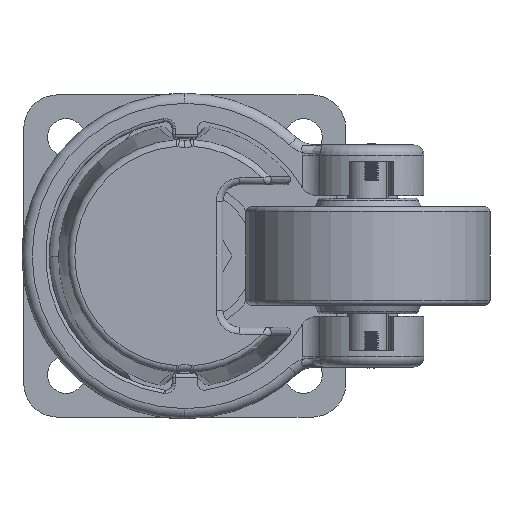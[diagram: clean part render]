
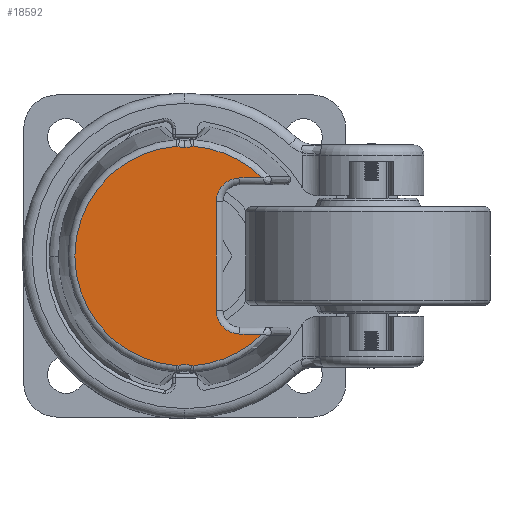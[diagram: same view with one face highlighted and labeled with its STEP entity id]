
A CAD part, front view. The second image highlights one B-rep face of the part: STEP entity #18592.
In plain terms, the highlighted face is planar.
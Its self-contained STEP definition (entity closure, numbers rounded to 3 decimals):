
#493 = CARTESIAN_POINT ( 'NONE',  ( -2.281, 50.5, 32.34 ) ) ;
#633 = EDGE_CURVE ( 'NONE', #24376, #10366, #27668, .T. ) ;
#2079 = DIRECTION ( 'NONE',  ( -1., 0., 0. ) ) ;
#2253 = CARTESIAN_POINT ( 'NONE',  ( 16.25, 50.5, 16. ) ) ;
#2261 = EDGE_CURVE ( 'NONE', #10366, #6089, #11693, .T. ) ;
#2303 = CARTESIAN_POINT ( 'NONE',  ( 9.25, 50.5, -16. ) ) ;
#2441 = ORIENTED_EDGE ( 'NONE', *, *, #7275, .T. ) ;
#2500 = ORIENTED_EDGE ( 'NONE', *, *, #633, .T. ) ;
#2828 = ORIENTED_EDGE ( 'NONE', *, *, #3540, .T. ) ;
#3102 = EDGE_CURVE ( 'NONE', #23871, #8945, #19239, .T. ) ;
#3193 = AXIS2_PLACEMENT_3D ( 'NONE', #20275, #29402, #9020 ) ;
#3540 = EDGE_CURVE ( 'NONE', #6089, #20322, #20304, .T. ) ;
#3657 = ORIENTED_EDGE ( 'NONE', *, *, #3102, .T. ) ;
#4017 = CARTESIAN_POINT ( 'NONE',  ( -2.033, 50.5, 32.291 ) ) ;
#4093 = EDGE_LOOP ( 'NONE', ( #15452, #3657, #2441, #7722, #2500, #10568, #2828, #12837, #23550, #10820, #7562, #20644, #23620, #20204, #10644 ) ) ;
#4154 = CIRCLE ( 'NONE', #20745, 7.25 ) ;
#4289 = DIRECTION ( 'NONE',  ( 0., 0., 1. ) ) ;
#4429 = VERTEX_POINT ( 'NONE', #12222 ) ;
#4614 = CARTESIAN_POINT ( 'NONE',  ( -2.409, 50.5, 32.331 ) ) ;
#4665 = CARTESIAN_POINT ( 'NONE',  ( 16.25, 50.5, -16. ) ) ;
#4673 = VECTOR ( 'NONE', #2079, 1000. ) ;
#4731 = CARTESIAN_POINT ( 'NONE',  ( 2.281, 50.5, 32.34 ) ) ;
#4864 = AXIS2_PLACEMENT_3D ( 'NONE', #4665, #13706, #22765 ) ;
#5241 = EDGE_CURVE ( 'NONE', #20322, #18187, #4154, .T. ) ;
#5340 = DIRECTION ( 'NONE',  ( 0., -1., 0. ) ) ;
#5673 = VERTEX_POINT ( 'NONE', #11974 ) ;
#5833 = CIRCLE ( 'NONE', #22415, 7. ) ;
#5890 = CARTESIAN_POINT ( 'NONE',  ( 0., 50.5, -39.25 ) ) ;
#6089 = VERTEX_POINT ( 'NONE', #4614 ) ;
#6676 = EDGE_CURVE ( 'NONE', #22381, #24376, #7458, .T. ) ;
#7032 = EDGE_CURVE ( 'NONE', #18187, #7065, #15820, .T. ) ;
#7065 = VERTEX_POINT ( 'NONE', #16267 ) ;
#7138 = DIRECTION ( 'NONE',  ( 0., 0., -1. ) ) ;
#7275 = EDGE_CURVE ( 'NONE', #8945, #22381, #25044, .T. ) ;
#7336 = CARTESIAN_POINT ( 'NONE',  ( 0., 50.5, -32. ) ) ;
#7448 = CARTESIAN_POINT ( 'NONE',  ( 23.789, 50.5, -23. ) ) ;
#7458 = CIRCLE ( 'NONE', #7484, 7.25 ) ;
#7484 = AXIS2_PLACEMENT_3D ( 'NONE', #25685, #5340, #14370 ) ;
#7562 = ORIENTED_EDGE ( 'NONE', *, *, #11374, .T. ) ;
#7712 = DIRECTION ( 'NONE',  ( 0., -1., 0. ) ) ;
#7722 = ORIENTED_EDGE ( 'NONE', *, *, #6676, .T. ) ;
#8142 = CARTESIAN_POINT ( 'NONE',  ( 2.281, 50.5, -32.34 ) ) ;
#8283 = CARTESIAN_POINT ( 'NONE',  ( 0., 50.5, 0. ) ) ;
#8557 = CARTESIAN_POINT ( 'NONE',  ( 0., 50.5, 0. ) ) ;
#8826 = CARTESIAN_POINT ( 'NONE',  ( -2.156, 50.5, -32.327 ) ) ;
#8945 = VERTEX_POINT ( 'NONE', #28580 ) ;
#9020 = DIRECTION ( 'NONE',  ( 0., 0., 1. ) ) ;
#9174 = VECTOR ( 'NONE', #16466, 1000. ) ;
#9382 = EDGE_CURVE ( 'NONE', #7065, #20759, #15986, .T. ) ;
#9599 = CARTESIAN_POINT ( 'NONE',  ( -2.156, 50.5, 32.327 ) ) ;
#10261 = CARTESIAN_POINT ( 'NONE',  ( 9.25, 50.5, 16. ) ) ;
#10366 = VERTEX_POINT ( 'NONE', #27466 ) ;
#10568 = ORIENTED_EDGE ( 'NONE', *, *, #2261, .T. ) ;
#10644 = ORIENTED_EDGE ( 'NONE', *, *, #27055, .T. ) ;
#10820 = ORIENTED_EDGE ( 'NONE', *, *, #9382, .T. ) ;
#11335 = DIRECTION ( 'NONE',  ( 0., -1., 0. ) ) ;
#11374 = EDGE_CURVE ( 'NONE', #20759, #5673, #13366, .T. ) ;
#11693 = CIRCLE ( 'NONE', #24479, 32.42 ) ;
#11974 = CARTESIAN_POINT ( 'NONE',  ( 16.25, 50.5, 23. ) ) ;
#12017 = VERTEX_POINT ( 'NONE', #2303 ) ;
#12222 = CARTESIAN_POINT ( 'NONE',  ( 22.849, 50.5, -23. ) ) ;
#12232 = AXIS2_PLACEMENT_3D ( 'NONE', #5890, #14919, #23990 ) ;
#12837 = ORIENTED_EDGE ( 'NONE', *, *, #5241, .T. ) ;
#13366 = LINE ( 'NONE', #22428, #4673 ) ;
#13706 = DIRECTION ( 'NONE',  ( 0., -1., 0. ) ) ;
#13766 = CARTESIAN_POINT ( 'NONE',  ( 2.409, 50.5, 32.331 ) ) ;
#14370 = DIRECTION ( 'NONE',  ( 0., 0., 1. ) ) ;
#14809 = AXIS2_PLACEMENT_3D ( 'NONE', #8283, #17293, #26395 ) ;
#14919 = DIRECTION ( 'NONE',  ( 0., -1., 0. ) ) ;
#15452 = ORIENTED_EDGE ( 'NONE', *, *, #15798, .T. ) ;
#15551 = CARTESIAN_POINT ( 'NONE',  ( 0., 50.5, 0. ) ) ;
#15798 = EDGE_CURVE ( 'NONE', #4429, #23871, #27678, .T. ) ;
#15820 = B_SPLINE_CURVE_WITH_KNOTS ( 'NONE', 3,
 ( #15982, #25069, #4731, #13766 ),
 .UNSPECIFIED., .F., .F.,
 ( 4, 4 ),
 ( 0., 0. ),
 .UNSPECIFIED. ) ;
#15877 = EDGE_CURVE ( 'NONE', #5673, #28020, #5833, .T. ) ;
#15982 = CARTESIAN_POINT ( 'NONE',  ( 2.033, 50.5, 32.291 ) ) ;
#15986 = CIRCLE ( 'NONE', #3193, 32.42 ) ;
#16267 = CARTESIAN_POINT ( 'NONE',  ( 2.409, 50.5, 32.331 ) ) ;
#16466 = DIRECTION ( 'NONE',  ( 1., 0., 0. ) ) ;
#16655 = VERTEX_POINT ( 'NONE', #28835 ) ;
#16736 = DIRECTION ( 'NONE',  ( 0., 0., 1. ) ) ;
#17154 = CARTESIAN_POINT ( 'NONE',  ( 2.156, 50.5, -32.327 ) ) ;
#17293 = DIRECTION ( 'NONE',  ( 0., 1., 0. ) ) ;
#17568 = DIRECTION ( 'NONE',  ( 0., 1., 0. ) ) ;
#17627 = CIRCLE ( 'NONE', #4864, 7. ) ;
#17652 = AXIS2_PLACEMENT_3D ( 'NONE', #8557, #17568, #26669 ) ;
#17840 = CARTESIAN_POINT ( 'NONE',  ( -2.281, 50.5, -32.34 ) ) ;
#18187 = VERTEX_POINT ( 'NONE', #21810 ) ;
#18397 = LINE ( 'NONE', #27513, #18643 ) ;
#18592 = ADVANCED_FACE ( 'NONE', ( #19806 ), #28924, .T. ) ;
#18623 = CARTESIAN_POINT ( 'NONE',  ( -2.033, 50.5, 32.291 ) ) ;
#18643 = VECTOR ( 'NONE', #7138, 1000. ) ;
#19239 = B_SPLINE_CURVE_WITH_KNOTS ( 'NONE', 3,
 ( #28513, #8142, #17154, #26259 ),
 .UNSPECIFIED., .F., .F.,
 ( 4, 4 ),
 ( 0., 0. ),
 .UNSPECIFIED. ) ;
#19806 = FACE_OUTER_BOUND ( 'NONE', #4093, .T. ) ;
#20204 = ORIENTED_EDGE ( 'NONE', *, *, #25518, .T. ) ;
#20275 = CARTESIAN_POINT ( 'NONE',  ( 0., 50.5, 0. ) ) ;
#20288 = CARTESIAN_POINT ( 'NONE',  ( -2.033, 50.5, -32.291 ) ) ;
#20304 = B_SPLINE_CURVE_WITH_KNOTS ( 'NONE', 3,
 ( #20863, #493, #9599, #18623 ),
 .UNSPECIFIED., .F., .F.,
 ( 4, 4 ),
 ( 0., 0. ),
 .UNSPECIFIED. ) ;
#20322 = VERTEX_POINT ( 'NONE', #4017 ) ;
#20373 = DIRECTION ( 'NONE',  ( 0., 0., 1. ) ) ;
#20644 = ORIENTED_EDGE ( 'NONE', *, *, #15877, .T. ) ;
#20745 = AXIS2_PLACEMENT_3D ( 'NONE', #28079, #7712, #16736 ) ;
#20759 = VERTEX_POINT ( 'NONE', #25921 ) ;
#20863 = CARTESIAN_POINT ( 'NONE',  ( -2.409, 50.5, 32.331 ) ) ;
#21596 = CARTESIAN_POINT ( 'NONE',  ( 2.409, 50.5, -32.331 ) ) ;
#21810 = CARTESIAN_POINT ( 'NONE',  ( 2.033, 50.5, 32.291 ) ) ;
#22381 = VERTEX_POINT ( 'NONE', #7336 ) ;
#22415 = AXIS2_PLACEMENT_3D ( 'NONE', #2253, #11335, #20373 ) ;
#22428 = CARTESIAN_POINT ( 'NONE',  ( 16.25, 50.5, 23. ) ) ;
#22765 = DIRECTION ( 'NONE',  ( 0., 0., 1. ) ) ;
#23550 = ORIENTED_EDGE ( 'NONE', *, *, #7032, .T. ) ;
#23620 = ORIENTED_EDGE ( 'NONE', *, *, #28313, .T. ) ;
#23871 = VERTEX_POINT ( 'NONE', #21596 ) ;
#23990 = DIRECTION ( 'NONE',  ( 0., 0., 1. ) ) ;
#24376 = VERTEX_POINT ( 'NONE', #20288 ) ;
#24479 = AXIS2_PLACEMENT_3D ( 'NONE', #15551, #24622, #4289 ) ;
#24622 = DIRECTION ( 'NONE',  ( 0., 1., 0. ) ) ;
#25044 = CIRCLE ( 'NONE', #12232, 7.25 ) ;
#25069 = CARTESIAN_POINT ( 'NONE',  ( 2.156, 50.5, 32.327 ) ) ;
#25518 = EDGE_CURVE ( 'NONE', #12017, #16655, #17627, .T. ) ;
#25685 = CARTESIAN_POINT ( 'NONE',  ( 0., 50.5, -39.25 ) ) ;
#25921 = CARTESIAN_POINT ( 'NONE',  ( 22.849, 50.5, 23. ) ) ;
#26259 = CARTESIAN_POINT ( 'NONE',  ( 2.033, 50.5, -32.291 ) ) ;
#26395 = DIRECTION ( 'NONE',  ( 0., 0., 1. ) ) ;
#26669 = DIRECTION ( 'NONE',  ( 0., 0., 1. ) ) ;
#26946 = CARTESIAN_POINT ( 'NONE',  ( -2.409, 50.5, -32.331 ) ) ;
#27055 = EDGE_CURVE ( 'NONE', #16655, #4429, #27824, .T. ) ;
#27466 = CARTESIAN_POINT ( 'NONE',  ( -2.409, 50.5, -32.331 ) ) ;
#27513 = CARTESIAN_POINT ( 'NONE',  ( 9.25, 50.5, -16. ) ) ;
#27668 = B_SPLINE_CURVE_WITH_KNOTS ( 'NONE', 3,
 ( #29193, #8826, #17840, #26946 ),
 .UNSPECIFIED., .F., .F.,
 ( 4, 4 ),
 ( 0., 0. ),
 .UNSPECIFIED. ) ;
#27678 = CIRCLE ( 'NONE', #14809, 32.42 ) ;
#27824 = LINE ( 'NONE', #7448, #9174 ) ;
#28020 = VERTEX_POINT ( 'NONE', #10261 ) ;
#28079 = CARTESIAN_POINT ( 'NONE',  ( 0., 50.5, 39.25 ) ) ;
#28313 = EDGE_CURVE ( 'NONE', #28020, #12017, #18397, .T. ) ;
#28513 = CARTESIAN_POINT ( 'NONE',  ( 2.409, 50.5, -32.331 ) ) ;
#28580 = CARTESIAN_POINT ( 'NONE',  ( 2.033, 50.5, -32.291 ) ) ;
#28835 = CARTESIAN_POINT ( 'NONE',  ( 16.25, 50.5, -23. ) ) ;
#28924 = PLANE ( 'NONE',  #17652 ) ;
#29193 = CARTESIAN_POINT ( 'NONE',  ( -2.033, 50.5, -32.291 ) ) ;
#29402 = DIRECTION ( 'NONE',  ( 0., 1., 0. ) ) ;
